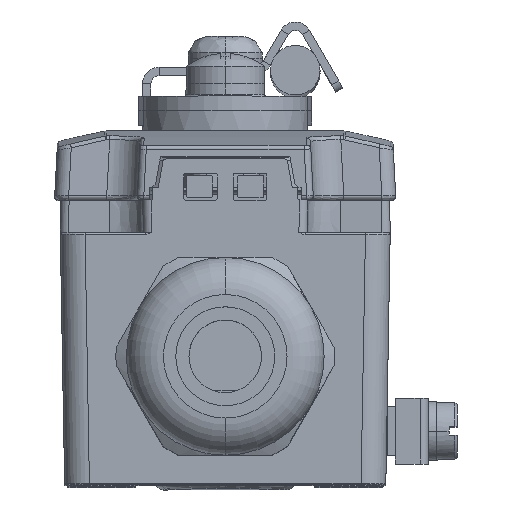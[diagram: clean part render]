
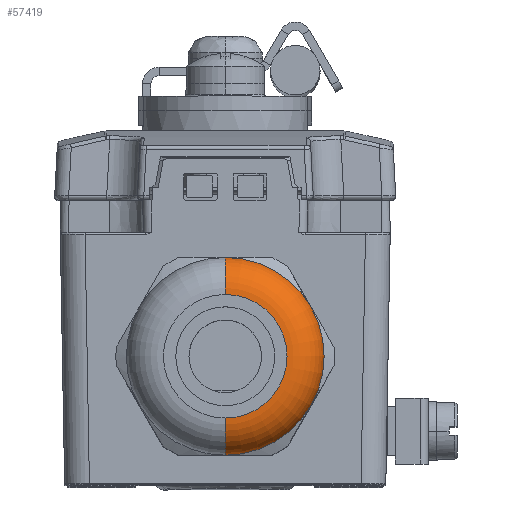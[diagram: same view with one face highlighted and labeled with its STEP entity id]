
A CAD part, top view. The second image highlights one B-rep face of the part: STEP entity #57419.
In plain terms, the highlighted toroidal (fillet/blend) face has major radius 7.495 mm and minor radius 4.5 mm.
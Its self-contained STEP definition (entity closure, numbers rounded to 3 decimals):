
#55672=CARTESIAN_POINT('',(0.,15.5,62.));
#55673=DIRECTION('',(0.,0.,1.));
#55674=DIRECTION('',(0.,-1.,0.));
#55675=AXIS2_PLACEMENT_3D('',#55672,#55673,#55674);
#55677=CARTESIAN_POINT('',(0.,8.006,62.));
#55678=DIRECTION('',(-1.,0.,0.));
#55679=DIRECTION('',(0.,-1.,0.));
#55680=AXIS2_PLACEMENT_3D('',#55677,#55678,#55679);
#55682=CARTESIAN_POINT('',(0.,22.994,62.));
#55683=DIRECTION('',(1.,0.,0.));
#55684=DIRECTION('',(0.,1.,0.));
#55685=AXIS2_PLACEMENT_3D('',#55682,#55683,#55684);
#55687=CARTESIAN_POINT('',(0.,15.5,62.));
#55688=DIRECTION('',(0.,0.,1.));
#55689=DIRECTION('',(0.866,0.5,0.));
#55690=AXIS2_PLACEMENT_3D('',#55687,#55688,#55689);
#55692=CARTESIAN_POINT('',(0.,15.5,62.));
#55693=DIRECTION('',(0.,0.,1.));
#55694=DIRECTION('',(0.866,-0.5,0.));
#55695=AXIS2_PLACEMENT_3D('',#55692,#55693,#55694);
#56431=CARTESIAN_POINT('',(0.,15.5,66.5));
#56432=DIRECTION('',(0.,0.,1.));
#56433=DIRECTION('',(0.,-1.,0.));
#56434=AXIS2_PLACEMENT_3D('',#56431,#56432,#56433);
#56535=CARTESIAN_POINT('',(0.,8.006,66.5));
#56536=CARTESIAN_POINT('',(0.,22.994,66.5));
#56537=VERTEX_POINT('',#56535);
#56538=VERTEX_POINT('',#56536);
#56539=CARTESIAN_POINT('',(0.,3.506,62.));
#56540=CARTESIAN_POINT('',(10.387,9.503,62.));
#56541=VERTEX_POINT('',#56539);
#56542=VERTEX_POINT('',#56540);
#56543=CARTESIAN_POINT('',(10.388,21.497,62.));
#56544=VERTEX_POINT('',#56543);
#56545=CARTESIAN_POINT('',(0.,27.494,62.));
#56546=VERTEX_POINT('',#56545);
#57402=CARTESIAN_POINT('',(0.,15.5,62.));
#57403=DIRECTION('',(0.,0.,-1.));
#57404=DIRECTION('',(0.,1.,0.));
#57405=AXIS2_PLACEMENT_3D('',#57402,#57403,#57404);
#57406=TOROIDAL_SURFACE('',#57405,7.494,4.5);
#57408=ORIENTED_EDGE('',*,*,#57407,.F.);
#57409=ORIENTED_EDGE('',*,*,#57395,.T.);
#57411=ORIENTED_EDGE('',*,*,#57410,.T.);
#57412=ORIENTED_EDGE('',*,*,#57391,.F.);
#57414=ORIENTED_EDGE('',*,*,#57413,.F.);
#57416=ORIENTED_EDGE('',*,*,#57415,.F.);
#57417=EDGE_LOOP('',(#57408,#57409,#57411,#57412,#57414,#57416));
#57418=FACE_OUTER_BOUND('',#57417,.F.);
#55676=CIRCLE('',#55675,11.994);
#55681=CIRCLE('',#55680,4.5);
#55686=CIRCLE('',#55685,4.5);
#55691=CIRCLE('',#55690,11.994);
#55696=CIRCLE('',#55695,11.994);
#56435=CIRCLE('',#56434,7.494);
#57391=EDGE_CURVE('',#56546,#56538,#55686,.T.);
#57395=EDGE_CURVE('',#56541,#56537,#55681,.T.);
#57407=EDGE_CURVE('',#56541,#56542,#55676,.T.);
#57410=EDGE_CURVE('',#56537,#56538,#56435,.T.);
#57413=EDGE_CURVE('',#56544,#56546,#55691,.T.);
#57415=EDGE_CURVE('',#56542,#56544,#55696,.T.);
#57419=ADVANCED_FACE('',(#57418),#57406,.T.);
